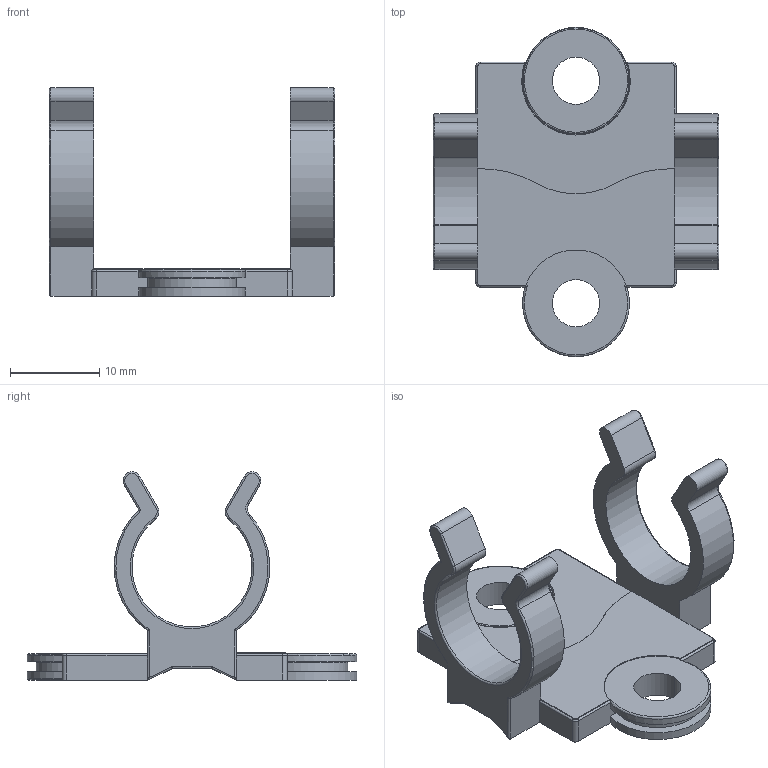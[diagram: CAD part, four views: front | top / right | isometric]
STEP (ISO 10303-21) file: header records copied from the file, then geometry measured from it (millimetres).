
FILE_DESCRIPTION((''),'2;1');
FILE_NAME('CAD-6697_ASM','2019-08-28T08:27:08',('creinig-se'),(''),'CREO PARAMETRIC BY PTC INC, 2018420','CREO PARAMETRIC BY PTC INC, 2018420','');
FILE_SCHEMA(('CONFIG_CONTROL_DESIGN','SHAPE_APPEARANCE_LAYERS_GROUPS'));
Length unit declared in the file: millimetre
Products named in the file (3): VOLUMENK_X_F6RPER1; VOLUMENK_X_F6RPER2; CAD-6697_ASM
Assembly tree (2 placements, depth 2):
  CAD-6697_ASM
    VOLUMENK_X_F6RPER1
    VOLUMENK_X_F6RPER2
Bounding box: 32.1 x 37 x 23.43 mm (x, y, z)
Volume: 2803.2 mm3; surface area: 3706.2 mm2
Topology: 2 solids, 2 shells, 188 faces, 523 edges, 344 vertices
Faces by surface type: plane 76, cylinder 70, torus 29, cone 13
Entity records: 7943 total; most frequent: CARTESIAN_POINT 1271, DIRECTION 1078, ORIENTED_EDGE 1046, PRESENTATION_STYLE_ASSIGNMENT 529, STYLED_ITEM 528, CURVE_STYLE 526, EDGE_CURVE 523, AXIS2_PLACEMENT_3D 406
